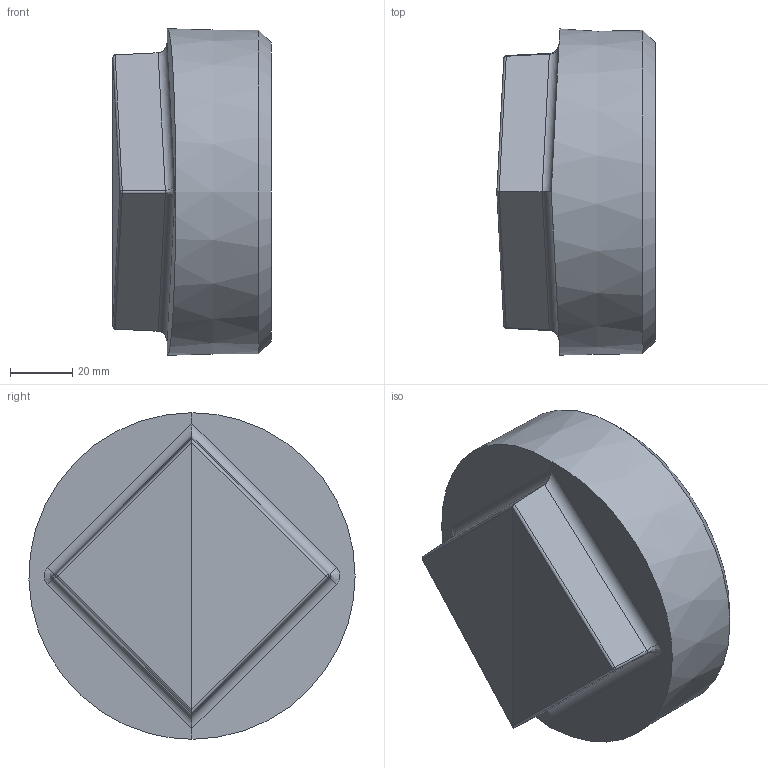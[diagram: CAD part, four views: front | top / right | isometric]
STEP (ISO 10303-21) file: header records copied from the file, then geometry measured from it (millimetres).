
FILE_DESCRIPTION(/* description */ (''),/* implementation_level */ '2;1');
FILE_NAME(/* name */ 'CUPX-0.stp',/* time_stamp */ '2021-03-01T22:29:15+06:00',/* author */ ('lsugumaran'),/* organization */ (''),/* preprocessor_version */ 'ST-DEVELOPER v18',/* originating_system */ 'Autodesk Inventor 2020',/* authorisation */ '');
FILE_SCHEMA (('AUTOMOTIVE_DESIGN { 1 0 10303 214 3 1 1 }'));
Length unit declared in the file: inch
Products named in the file (1): CUPX-9
Bounding box: 50.8 x 104.66 x 104.78 mm (x, y, z)
Volume: 270160.5 mm3; surface area: 34710.9 mm2
Topology: 1 solids, 1 shells, 35 faces, 81 edges, 51 vertices
Faces by surface type: plane 12, cylinder 11, torus 4, cone 4, sphere 2, bspline 2
Full cylindrical faces by diameter (mm): 88.9 x1
Entity records: 1109 total; most frequent: CARTESIAN_POINT 226, DIRECTION 200, ORIENTED_EDGE 162, AXIS2_PLACEMENT_3D 85, EDGE_CURVE 81, VERTEX_POINT 51, CIRCLE 40, EDGE_LOOP 38
